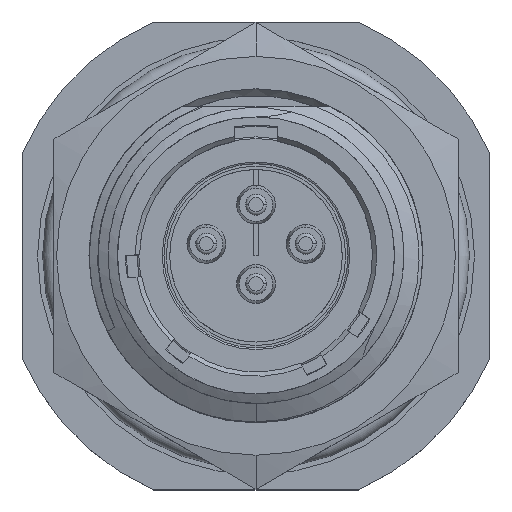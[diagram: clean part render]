
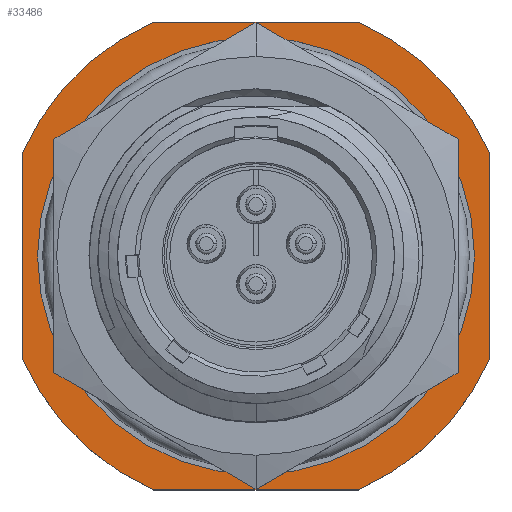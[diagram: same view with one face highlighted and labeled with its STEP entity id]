
A CAD part, top view. The second image highlights one B-rep face of the part: STEP entity #33486.
In plain terms, the highlighted planar face has unit normal (0, 0, 1).
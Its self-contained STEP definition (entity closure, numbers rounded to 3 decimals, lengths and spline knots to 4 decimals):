
#8880=DIRECTION('',(1.,0.,0.));
#8881=VECTOR('',#8880,0.5995);
#8882=CARTESIAN_POINT('',(-0.2997,0.6875,0.));
#8883=LINE('',#8882,#8881);
#8884=CARTESIAN_POINT('',(0.,0.,0.));
#8885=DIRECTION('',(0.,0.,-1.));
#8886=DIRECTION('',(0.4,0.917,0.));
#8887=AXIS2_PLACEMENT_3D('',#8884,#8885,#8886);
#8889=DIRECTION('',(0.,-1.,0.));
#8890=VECTOR('',#8889,0.5995);
#8891=CARTESIAN_POINT('',(0.6875,0.2997,0.));
#8892=LINE('',#8891,#8890);
#8893=CARTESIAN_POINT('',(0.,0.,0.));
#8894=DIRECTION('',(0.,0.,-1.));
#8895=DIRECTION('',(0.917,-0.4,0.));
#8896=AXIS2_PLACEMENT_3D('',#8893,#8894,#8895);
#8898=DIRECTION('',(-1.,0.,0.));
#8899=VECTOR('',#8898,0.5995);
#8900=CARTESIAN_POINT('',(0.2997,-0.6875,0.));
#8901=LINE('',#8900,#8899);
#8902=CARTESIAN_POINT('',(0.,0.,0.));
#8903=DIRECTION('',(0.,0.,1.));
#8904=DIRECTION('',(-0.917,-0.4,0.));
#8905=AXIS2_PLACEMENT_3D('',#8902,#8903,#8904);
#8907=DIRECTION('',(0.,1.,0.));
#8908=VECTOR('',#8907,0.5995);
#8909=CARTESIAN_POINT('',(-0.6875,-0.2997,0.));
#8910=LINE('',#8909,#8908);
#8911=CARTESIAN_POINT('',(0.,0.,0.));
#8912=DIRECTION('',(0.,0.,1.));
#8913=DIRECTION('',(-0.4,0.917,0.));
#8914=AXIS2_PLACEMENT_3D('',#8911,#8912,#8913);
#8916=CARTESIAN_POINT('',(0.,0.,0.));
#8917=DIRECTION('',(0.,0.,-1.));
#8918=DIRECTION('',(0.,1.,0.));
#8919=AXIS2_PLACEMENT_3D('',#8916,#8917,#8918);
#8921=CARTESIAN_POINT('',(0.,0.,0.));
#8922=DIRECTION('',(0.,0.,-1.));
#8923=DIRECTION('',(0.,-1.,0.));
#8924=AXIS2_PLACEMENT_3D('',#8921,#8922,#8923);
#25608=CARTESIAN_POINT('',(0.,0.642,0.));
#25609=CARTESIAN_POINT('',(0.,-0.642,0.));
#25610=VERTEX_POINT('',#25608);
#25611=VERTEX_POINT('',#25609);
#25699=CARTESIAN_POINT('',(0.2997,0.6875,0.));
#25700=VERTEX_POINT('',#25699);
#25701=CARTESIAN_POINT('',(0.6875,0.2997,0.));
#25702=VERTEX_POINT('',#25701);
#25703=CARTESIAN_POINT('',(0.6875,-0.2997,0.));
#25704=VERTEX_POINT('',#25703);
#25705=CARTESIAN_POINT('',(0.2997,-0.6875,0.));
#25706=VERTEX_POINT('',#25705);
#25707=CARTESIAN_POINT('',(-0.2997,0.6875,0.));
#25708=VERTEX_POINT('',#25707);
#25709=CARTESIAN_POINT('',(-0.2997,-0.6875,0.));
#25710=VERTEX_POINT('',#25709);
#25711=CARTESIAN_POINT('',(-0.6875,-0.2997,0.));
#25712=CARTESIAN_POINT('',(-0.6875,0.2997,0.));
#25713=VERTEX_POINT('',#25711);
#25714=VERTEX_POINT('',#25712);
#33458=CARTESIAN_POINT('',(0.,0.,0.));
#33459=DIRECTION('',(0.,0.,-1.));
#33460=DIRECTION('',(0.,-1.,0.));
#33461=AXIS2_PLACEMENT_3D('',#33458,#33459,#33460);
#33462=PLANE('',#33461);
#33464=ORIENTED_EDGE('',*,*,#33463,.T.);
#33466=ORIENTED_EDGE('',*,*,#33465,.T.);
#33468=ORIENTED_EDGE('',*,*,#33467,.T.);
#33470=ORIENTED_EDGE('',*,*,#33469,.T.);
#33472=ORIENTED_EDGE('',*,*,#33471,.T.);
#33474=ORIENTED_EDGE('',*,*,#33473,.F.);
#33476=ORIENTED_EDGE('',*,*,#33475,.T.);
#33478=ORIENTED_EDGE('',*,*,#33477,.F.);
#33479=EDGE_LOOP('',(#33464,#33466,#33468,#33470,#33472,#33474,#33476,#33478));
#33480=FACE_OUTER_BOUND('',#33479,.F.);
#33481=ORIENTED_EDGE('',*,*,#33448,.F.);
#33483=ORIENTED_EDGE('',*,*,#33482,.F.);
#33484=EDGE_LOOP('',(#33481,#33483));
#33485=FACE_BOUND('',#33484,.F.);
#33486=ADVANCED_FACE('',(#33480,#33485),#33462,.F.);
#8888=CIRCLE('',#8887,0.75);
#8897=CIRCLE('',#8896,0.75);
#8906=CIRCLE('',#8905,0.75);
#8915=CIRCLE('',#8914,0.75);
#8920=CIRCLE('',#8919,0.642);
#8925=CIRCLE('',#8924,0.642);
#33448=EDGE_CURVE('',#25610,#25611,#8920,.T.);
#33463=EDGE_CURVE('',#25708,#25700,#8883,.T.);
#33465=EDGE_CURVE('',#25700,#25702,#8888,.T.);
#33467=EDGE_CURVE('',#25702,#25704,#8892,.T.);
#33469=EDGE_CURVE('',#25704,#25706,#8897,.T.);
#33471=EDGE_CURVE('',#25706,#25710,#8901,.T.);
#33473=EDGE_CURVE('',#25713,#25710,#8906,.T.);
#33475=EDGE_CURVE('',#25713,#25714,#8910,.T.);
#33477=EDGE_CURVE('',#25708,#25714,#8915,.T.);
#33482=EDGE_CURVE('',#25611,#25610,#8925,.T.);
